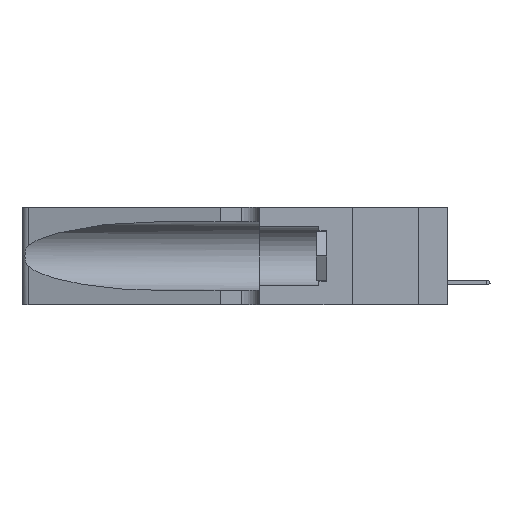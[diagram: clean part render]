
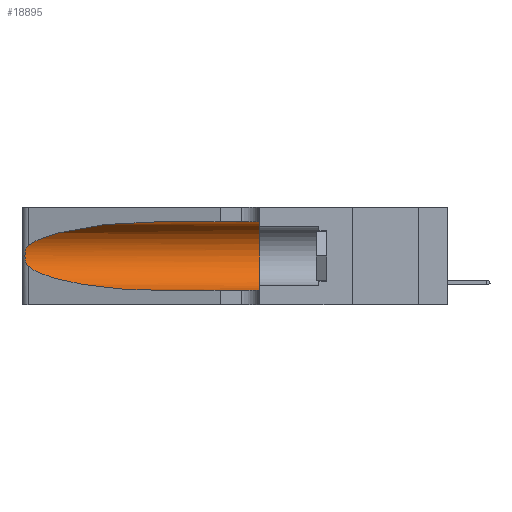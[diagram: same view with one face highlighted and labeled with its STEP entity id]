
A CAD part, left-side view. The second image highlights one B-rep face of the part: STEP entity #18895.
In plain terms, the highlighted cylindrical face has radius 3.308 mm (diameter 6.617 mm), a partial arc.
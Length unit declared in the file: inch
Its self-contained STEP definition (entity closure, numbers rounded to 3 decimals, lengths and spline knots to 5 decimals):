
#1147 = B_SPLINE_CURVE_WITH_KNOTS ( 'NONE', 3,
 ( #4890, #36660, #4751, #20887, #27163, #10931, #20595, #14127, #11220, #1717, #33631, #24086, #7350, #29783 ),
 .UNSPECIFIED., .F., .F.,
 ( 4, 2, 2, 2, 2, 2, 4 ),
 ( 0., 0.00027, 0.00053, 0.00107, 0.0016, 0.00187, 0.00214 ),
 .UNSPECIFIED. ) ;
#1405 = VECTOR ( 'NONE', #9587, 39.37008 ) ;
#1717 = CARTESIAN_POINT ( 'NONE',  ( 0.25856, 1.23593, 0.16098 ) ) ;
#2438 = LINE ( 'NONE', #32151, #1405 ) ;
#3018 = VECTOR ( 'NONE', #36380, 39.37008 ) ;
#3064 = CARTESIAN_POINT ( 'NONE',  ( 0.1305, 0.35, 0.185 ) ) ;
#3065 = AXIS2_PLACEMENT_3D ( 'NONE', #14329, #17835, #33194 ) ;
#4751 = CARTESIAN_POINT ( 'NONE',  ( 0.25639, 1.23184, 0.21858 ) ) ;
#4860 = CARTESIAN_POINT ( 'NONE',  ( 0.18966, 0.96281, 0.05475 ) ) ;
#4890 = CARTESIAN_POINT ( 'NONE',  ( 0.25487, 1.22718, 0.22369 ) ) ;
#5198 = CARTESIAN_POINT ( 'NONE',  ( 0.1305, 0.72297, 0.31525 ) ) ;
#6019 = EDGE_CURVE ( 'NONE', #36755, #6285, #13551, .T. ) ;
#6239 =( BOUNDED_CURVE ( )  B_SPLINE_CURVE ( 3, ( #33434, #30351, #4860, #8074 ),
 .UNSPECIFIED., .F., .T. ) 
 B_SPLINE_CURVE_WITH_KNOTS ( ( 4, 4 ),
 ( 3.44316, 4.71239 ),
 .UNSPECIFIED. ) 
 CURVE ( )  GEOMETRIC_REPRESENTATION_ITEM ( )  RATIONAL_B_SPLINE_CURVE ( ( 1., 0.87, 0.87, 1. ) ) 
 REPRESENTATION_ITEM ( '' )  );
#6285 = VERTEX_POINT ( 'NONE', #26879 ) ;
#6487 = CARTESIAN_POINT ( 'NONE',  ( 0.1305, 0.72297, 0.05475 ) ) ;
#7350 = CARTESIAN_POINT ( 'NONE',  ( 0.25555, 1.22993, 0.14849 ) ) ;
#7520 = CARTESIAN_POINT ( 'NONE',  ( 0.1305, 1.61858, 0.05475 ) ) ;
#8009 = CARTESIAN_POINT ( 'NONE',  ( 0.1305, 0.35, 0.31525 ) ) ;
#8074 = CARTESIAN_POINT ( 'NONE',  ( 0.1305, 0.72297, 0.05475 ) ) ;
#8317 = CARTESIAN_POINT ( 'NONE',  ( 0.1305, 0.72297, 0.31525 ) ) ;
#9534 = ORIENTED_EDGE ( 'NONE', *, *, #38835, .T. ) ;
#9587 = DIRECTION ( 'NONE',  ( 0., -1., 0. ) ) ;
#9884 = ORIENTED_EDGE ( 'NONE', *, *, #26861, .F. ) ;
#10931 = CARTESIAN_POINT ( 'NONE',  ( 0.26018, 1.23835, 0.19895 ) ) ;
#11220 = CARTESIAN_POINT ( 'NONE',  ( 0.26017, 1.23833, 0.17102 ) ) ;
#11520 = LINE ( 'NONE', #7520, #3018 ) ;
#13551 = CIRCLE ( 'NONE', #35717, 0.13025 ) ;
#13957 = ORIENTED_EDGE ( 'NONE', *, *, #33082, .T. ) ;
#14127 = CARTESIAN_POINT ( 'NONE',  ( 0.26075, 1.23896, 0.178 ) ) ;
#14329 = CARTESIAN_POINT ( 'NONE',  ( 0.1305, 1.61858, 0.185 ) ) ;
#15033 = CARTESIAN_POINT ( 'NONE',  ( 0.18966, 0.96281, 0.31525 ) ) ;
#17835 = DIRECTION ( 'NONE',  ( 0., -1., 0. ) ) ;
#18436 = EDGE_CURVE ( 'NONE', #39186, #6285, #11520, .T. ) ;
#18895 = ADVANCED_FACE ( 'NONE', ( #20524 ), #25076, .F. ) ;
#19924 = VERTEX_POINT ( 'NONE', #37437 ) ;
#20524 = FACE_OUTER_BOUND ( 'NONE', #28442, .T. ) ;
#20595 = CARTESIAN_POINT ( 'NONE',  ( 0.26075, 1.23896, 0.19203 ) ) ;
#20887 = CARTESIAN_POINT ( 'NONE',  ( 0.25787, 1.23484, 0.2124 ) ) ;
#22476 = CARTESIAN_POINT ( 'NONE',  ( 0.25487, 1.22718, 0.22369 ) ) ;
#23851 = DIRECTION ( 'NONE',  ( 0., 0., 1. ) ) ;
#24086 = CARTESIAN_POINT ( 'NONE',  ( 0.25639, 1.23186, 0.15144 ) ) ;
#25076 = CYLINDRICAL_SURFACE ( 'NONE', #3065, 0.13025 ) ;
#26861 = EDGE_CURVE ( 'NONE', #27562, #36755, #2438, .T. ) ;
#26879 = CARTESIAN_POINT ( 'NONE',  ( 0.1305, 0.35, 0.05475 ) ) ;
#27163 = CARTESIAN_POINT ( 'NONE',  ( 0.25854, 1.2359, 0.20912 ) ) ;
#27178 = EDGE_CURVE ( 'NONE', #27562, #35059, #38344, .T. ) ;
#27562 = VERTEX_POINT ( 'NONE', #5198 ) ;
#28442 = EDGE_LOOP ( 'NONE', ( #28826, #13957, #9534, #39447, #31574, #9884 ) ) ;
#28826 = ORIENTED_EDGE ( 'NONE', *, *, #27178, .T. ) ;
#29783 = CARTESIAN_POINT ( 'NONE',  ( 0.25487, 1.22718, 0.14631 ) ) ;
#30351 = CARTESIAN_POINT ( 'NONE',  ( 0.2373, 1.15595, 0.08982 ) ) ;
#31574 = ORIENTED_EDGE ( 'NONE', *, *, #6019, .F. ) ;
#32151 = CARTESIAN_POINT ( 'NONE',  ( 0.1305, 1.61858, 0.31525 ) ) ;
#33082 = EDGE_CURVE ( 'NONE', #35059, #19924, #1147, .T. ) ;
#33194 = DIRECTION ( 'NONE',  ( 0., 0., -1. ) ) ;
#33434 = CARTESIAN_POINT ( 'NONE',  ( 0.25487, 1.22718, 0.14631 ) ) ;
#33631 = CARTESIAN_POINT ( 'NONE',  ( 0.25789, 1.23486, 0.15765 ) ) ;
#33839 = CARTESIAN_POINT ( 'NONE',  ( 0.25487, 1.22718, 0.22369 ) ) ;
#35059 = VERTEX_POINT ( 'NONE', #22476 ) ;
#35488 = DIRECTION ( 'NONE',  ( 0., 1., 0. ) ) ;
#35717 = AXIS2_PLACEMENT_3D ( 'NONE', #3064, #35488, #23851 ) ;
#36380 = DIRECTION ( 'NONE',  ( 0., -1., 0. ) ) ;
#36660 = CARTESIAN_POINT ( 'NONE',  ( 0.25555, 1.22994, 0.2215 ) ) ;
#36755 = VERTEX_POINT ( 'NONE', #8009 ) ;
#37437 = CARTESIAN_POINT ( 'NONE',  ( 0.25487, 1.22718, 0.14631 ) ) ;
#38344 =( BOUNDED_CURVE ( )  B_SPLINE_CURVE ( 3, ( #8317, #15033, #40129, #33839 ),
 .UNSPECIFIED., .F., .F. ) 
 B_SPLINE_CURVE_WITH_KNOTS ( ( 4, 4 ),
 ( 1.5708, 2.84003 ),
 .UNSPECIFIED. ) 
 CURVE ( )  GEOMETRIC_REPRESENTATION_ITEM ( )  RATIONAL_B_SPLINE_CURVE ( ( 1., 0.87, 0.87, 1. ) ) 
 REPRESENTATION_ITEM ( '' )  );
#38835 = EDGE_CURVE ( 'NONE', #19924, #39186, #6239, .T. ) ;
#39186 = VERTEX_POINT ( 'NONE', #6487 ) ;
#39447 = ORIENTED_EDGE ( 'NONE', *, *, #18436, .T. ) ;
#40129 = CARTESIAN_POINT ( 'NONE',  ( 0.2373, 1.15595, 0.28018 ) ) ;
